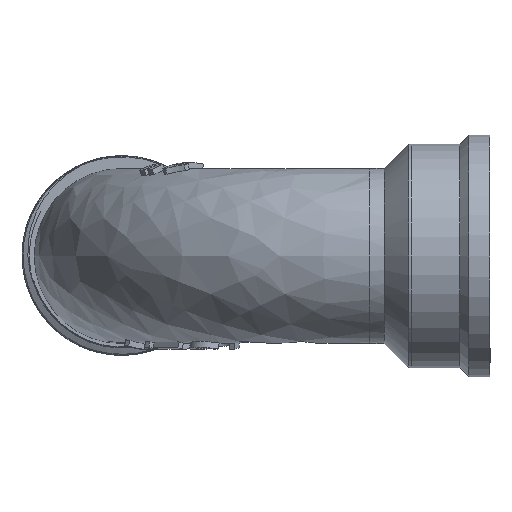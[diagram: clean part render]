
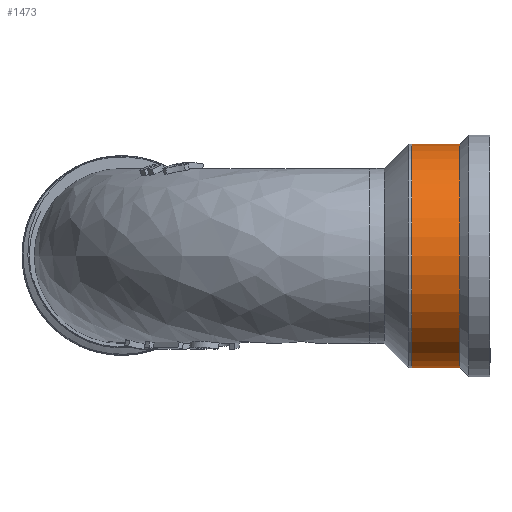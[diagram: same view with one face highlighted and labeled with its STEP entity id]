
A CAD part, front view. The second image highlights one B-rep face of the part: STEP entity #1473.
In plain terms, the highlighted cylindrical face has radius 18.5 mm (diameter 37 mm), a full revolution.
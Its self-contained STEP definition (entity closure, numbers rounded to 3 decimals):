
#108=FACE_OUTER_BOUND('',#199,.T.);
#199=EDGE_LOOP('',(#1035,#1036,#1037,#1038));
#292=CIRCLE('',#1587,18.5);
#293=CIRCLE('',#1588,18.5);
#468=LINE('',#2468,#531);
#531=VECTOR('',#1685,18.5);
#621=VERTEX_POINT('',#2465);
#622=VERTEX_POINT('',#2467);
#787=EDGE_CURVE('',#621,#621,#292,.T.);
#788=EDGE_CURVE('',#621,#622,#468,.T.);
#789=EDGE_CURVE('',#622,#622,#293,.T.);
#1035=ORIENTED_EDGE('',*,*,#787,.F.);
#1036=ORIENTED_EDGE('',*,*,#788,.T.);
#1037=ORIENTED_EDGE('',*,*,#789,.T.);
#1038=ORIENTED_EDGE('',*,*,#788,.F.);
#1448=CYLINDRICAL_SURFACE('',#1586,18.5);
#1473=ADVANCED_FACE('',(#108),#1448,.T.);
#1586=AXIS2_PLACEMENT_3D('',#2464,#1681,#1682);
#1587=AXIS2_PLACEMENT_3D('',#2466,#1683,#1684);
#1588=AXIS2_PLACEMENT_3D('',#2469,#1686,#1687);
#1681=DIRECTION('center_axis',(1.,0.,0.));
#1682=DIRECTION('ref_axis',(0.,1.,0.));
#1683=DIRECTION('center_axis',(1.,0.,0.));
#1684=DIRECTION('ref_axis',(0.,1.,0.));
#1685=DIRECTION('',(-1.,0.,0.));
#1686=DIRECTION('center_axis',(1.,0.,0.));
#1687=DIRECTION('ref_axis',(0.,1.,0.));
#2464=CARTESIAN_POINT('Origin',(-17.5,-57.5,0.));
#2465=CARTESIAN_POINT('',(-5.,-76.,0.));
#2466=CARTESIAN_POINT('Origin',(-5.,-57.5,0.));
#2467=CARTESIAN_POINT('',(-13.,-76.,0.));
#2468=CARTESIAN_POINT('',(-17.5,-76.,0.));
#2469=CARTESIAN_POINT('Origin',(-13.,-57.5,0.));
